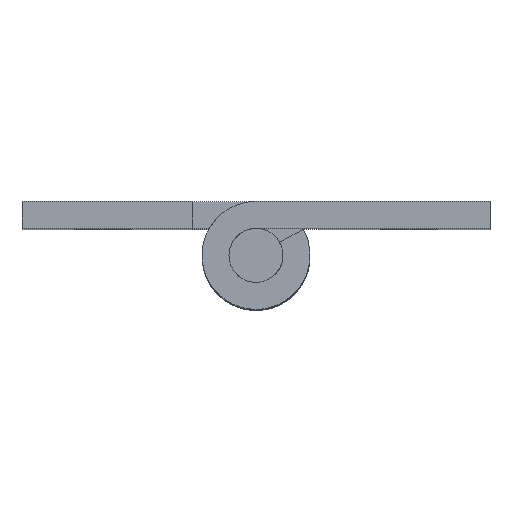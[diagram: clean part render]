
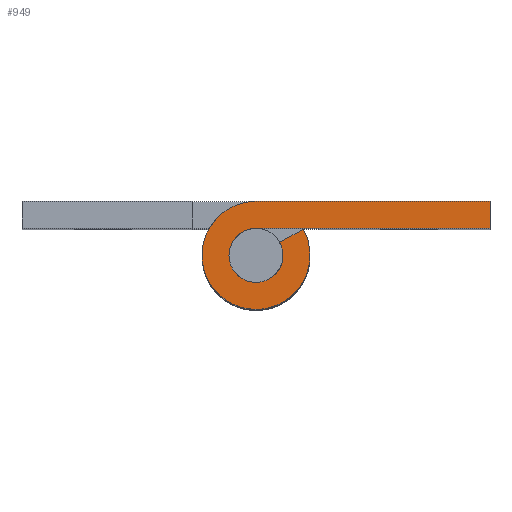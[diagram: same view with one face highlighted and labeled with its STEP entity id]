
A CAD part, top view. The second image highlights one B-rep face of the part: STEP entity #949.
In plain terms, the highlighted free-form (B-spline) face has degree [1, 1] with [2, 2] control points.
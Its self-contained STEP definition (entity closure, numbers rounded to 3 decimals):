
#872=CARTESIAN_POINT('',(-3.799,3.3,40.0));
#873=CARTESIAN_POINT('',(13.799,3.3,40.0));
#874=CARTESIAN_POINT('',(-3.799,-3.299,40.0));
#875=CARTESIAN_POINT('',(13.799,-3.299,40.0));
#876=B_SPLINE_SURFACE_WITH_KNOTS('',1,1,((#872,#874),(#873,#875)),.UNSPECIFIED.,.F.,.F.,.U.,(2,2),(2,2),(0.0,17.598),(0.0,6.599),.UNSPECIFIED.);
#877=CARTESIAN_POINT('',(0.,3.0,40.0));
#878=VERTEX_POINT('',#877);
#879=CARTESIAN_POINT('',(13.0,3.0,40.0));
#880=VERTEX_POINT('',#879);
#881=CARTESIAN_POINT('',(0.,3.0,40.0));
#882=CARTESIAN_POINT('',(13.0,3.0,40.0));
#883=QUASI_UNIFORM_CURVE('',1,(#881,#882),.UNSPECIFIED.,.F.,.U.);
#884=EDGE_CURVE('',#878,#880,#883,.T.);
#885=ORIENTED_EDGE('',*,*,#884,.F.);
#886=CARTESIAN_POINT('',(2.626,1.45,40.0));
#887=VERTEX_POINT('',#886);
#888=CARTESIAN_POINT('',(0.0,3.0,40.0));
#889=CARTESIAN_POINT('',(-2.291,3.0,40.0));
#890=CARTESIAN_POINT('',(-2.894,0.79,40.0));
#891=CARTESIAN_POINT('',(-3.497,-1.419,40.0));
#892=CARTESIAN_POINT('',(-1.525,-2.584,40.0));
#893=CARTESIAN_POINT('',(0.448,-3.748,40.0));
#894=CARTESIAN_POINT('',(2.091,-2.152,40.0));
#895=CARTESIAN_POINT('',(3.733,-0.555,40.0));
#896=CARTESIAN_POINT('',(2.626,1.45,40.0));
#904=(BOUNDED_CURVE()B_SPLINE_CURVE(2,(#888,#889,#890,#891,#892,#893,#894,#895,#896),.UNSPECIFIED.,.F.,.U.)B_SPLINE_CURVE_WITH_KNOTS((3,2,2,2,3),(0.0,0.25,0.5,0.75,1.0),.UNSPECIFIED.)CURVE()GEOMETRIC_REPRESENTATION_ITEM()RATIONAL_B_SPLINE_CURVE((1.0,0.795,1.0,0.795,1.0,0.795,1.0,0.795,1.0))REPRESENTATION_ITEM(''));
#905=EDGE_CURVE('',#878,#887,#904,.T.);
#906=ORIENTED_EDGE('',*,*,#905,.T.);
#907=CARTESIAN_POINT('',(1.313,0.725,40.0));
#908=VERTEX_POINT('',#907);
#909=CARTESIAN_POINT('',(1.313,0.725,40.0));
#910=CARTESIAN_POINT('',(2.626,1.45,40.0));
#911=QUASI_UNIFORM_CURVE('',1,(#909,#910),.UNSPECIFIED.,.F.,.U.);
#912=EDGE_CURVE('',#908,#887,#911,.T.);
#913=ORIENTED_EDGE('',*,*,#912,.F.);
#914=CARTESIAN_POINT('',(0.,1.5,40.0));
#915=VERTEX_POINT('',#914);
#916=CARTESIAN_POINT('',(0.0,1.5,40.0));
#917=CARTESIAN_POINT('',(-1.145,1.5,40.0));
#918=CARTESIAN_POINT('',(-1.447,0.395,40.0));
#919=CARTESIAN_POINT('',(-1.749,-0.71,40.0));
#920=CARTESIAN_POINT('',(-0.762,-1.292,40.0));
#921=CARTESIAN_POINT('',(0.224,-1.874,40.0));
#922=CARTESIAN_POINT('',(1.045,-1.076,40.0));
#923=CARTESIAN_POINT('',(1.867,-0.278,40.0));
#924=CARTESIAN_POINT('',(1.313,0.725,40.0));
#932=(BOUNDED_CURVE()B_SPLINE_CURVE(2,(#916,#917,#918,#919,#920,#921,#922,#923,#924),.UNSPECIFIED.,.F.,.U.)B_SPLINE_CURVE_WITH_KNOTS((3,2,2,2,3),(0.0,0.25,0.5,0.75,1.0),.UNSPECIFIED.)CURVE()GEOMETRIC_REPRESENTATION_ITEM()RATIONAL_B_SPLINE_CURVE((1.0,0.795,1.0,0.795,1.0,0.795,1.0,0.795,1.0))REPRESENTATION_ITEM(''));
#933=EDGE_CURVE('',#915,#908,#932,.T.);
#934=ORIENTED_EDGE('',*,*,#933,.F.);
#935=CARTESIAN_POINT('',(13.0,1.5,40.0));
#936=VERTEX_POINT('',#935);
#937=CARTESIAN_POINT('',(13.0,1.5,40.0));
#938=CARTESIAN_POINT('',(0.,1.5,40.0));
#939=QUASI_UNIFORM_CURVE('',1,(#937,#938),.UNSPECIFIED.,.F.,.U.);
#940=EDGE_CURVE('',#936,#915,#939,.T.);
#941=ORIENTED_EDGE('',*,*,#940,.F.);
#942=CARTESIAN_POINT('',(13.0,3.0,40.0));
#943=CARTESIAN_POINT('',(13.0,1.5,40.0));
#944=QUASI_UNIFORM_CURVE('',1,(#942,#943),.UNSPECIFIED.,.F.,.U.);
#945=EDGE_CURVE('',#880,#936,#944,.T.);
#946=ORIENTED_EDGE('',*,*,#945,.F.);
#947=EDGE_LOOP('',(#885,#906,#913,#934,#941,#946));
#948=FACE_OUTER_BOUND('',#947,.T.);
#949=ADVANCED_FACE('',(#948),#876,.F.);
